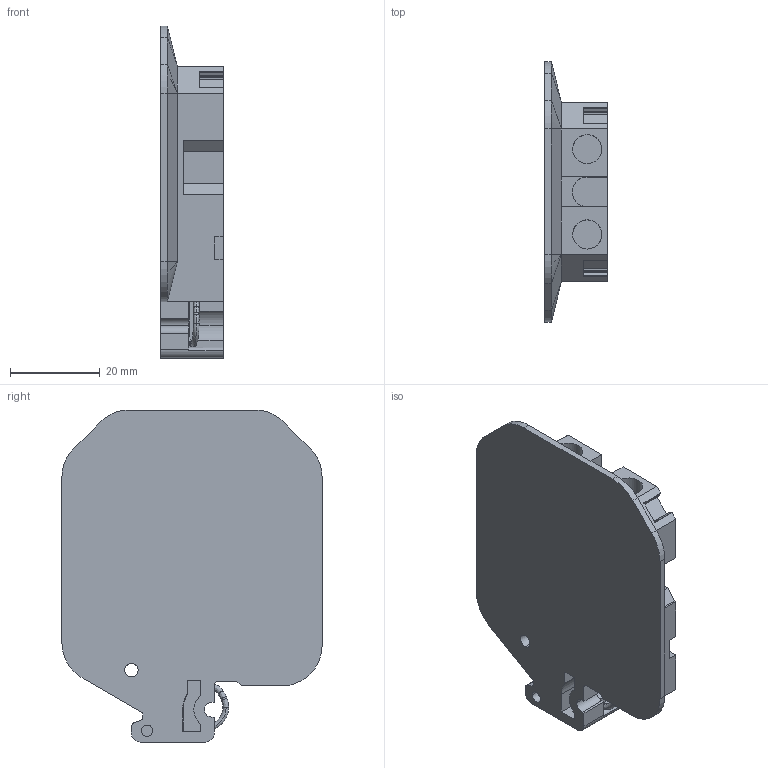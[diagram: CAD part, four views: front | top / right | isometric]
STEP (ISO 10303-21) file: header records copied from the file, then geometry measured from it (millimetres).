
FILE_DESCRIPTION(('CATIA V5R22 STEP214','CAx-IF Rec.Pracs.--- Model Styling and Organization---1.4--- 2014-01-23'),'2;1');
FILE_NAME ('D1445729_1', '2022-11-04T08:14:23+00:00', ('Weidmueller Interface'), ('Weidmueller'), 'CATIA Version 5-6 Release 2016 SP3 HF44', 'CATIA V5 STEP AP214', 'none');
FILE_SCHEMA(('AUTOMOTIVE_DESIGN { 1 0 10303 214 1 1 1 1 }'));
Length unit declared in the file: millimetre
Products named in the file (1): 0126600000
Bounding box: 14 x 58 x 74 mm (x, y, z)
Volume: 31455 mm3; surface area: 11835.7 mm2
Topology: 3 solids, 3 shells, 201 faces, 555 edges, 355 vertices
Faces by surface type: plane 121, cylinder 54, bspline 20, cone 6
Entity records: 7058 total; most frequent: CARTESIAN_POINT 2393, ORIENTED_EDGE 1092, DIRECTION 753, EDGE_CURVE 546, VECTOR 366, LINE 366, VERTEX_POINT 355, AXIS2_PLACEMENT_3D 218
